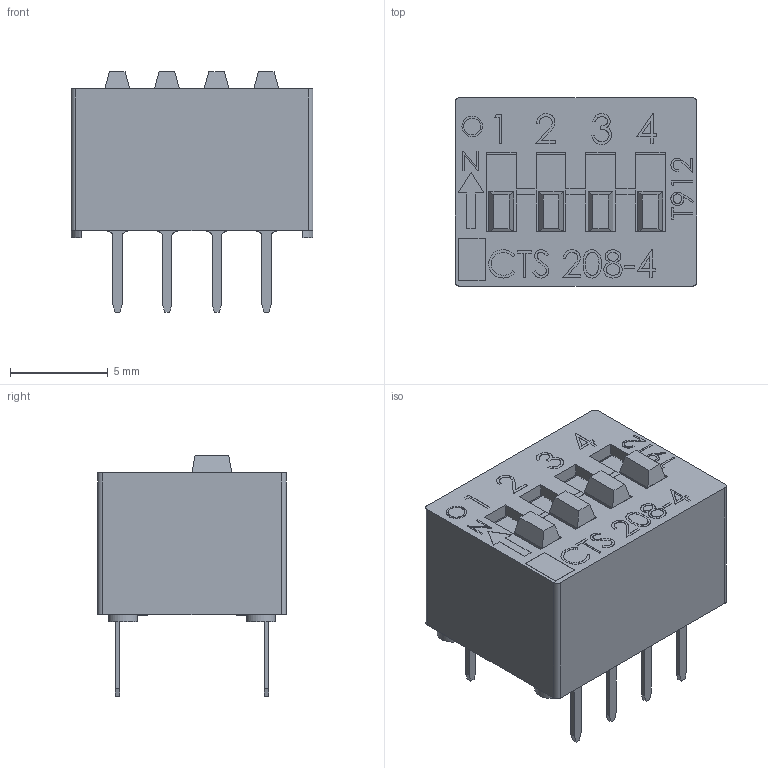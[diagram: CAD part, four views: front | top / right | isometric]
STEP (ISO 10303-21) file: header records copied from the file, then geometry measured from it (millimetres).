
FILE_DESCRIPTION (( 'STEP AP214' ), '1' );
FILE_NAME ('208-4.STEP', '2019-05-24T07:04:52', ( '' ), ( '' ), 'SwSTEP 2.0', 'SolidWorks 2019', '' );
FILE_SCHEMA (( 'AUTOMOTIVE_DESIGN' ));
Length unit declared in the file: millimetre
Products named in the file (4): 206-93&94-4pole; 206-40-064-40-01(for 208-4); 208-4; 206-56-014-35-01
Assembly tree (6 placements, depth 2):
  208-4
    206-40-064-40-01(for 208-4)
    206-93&94-4pole
    206-56-014-35-01  x4
Bounding box: 12.37 x 9.65 x 12.32 mm (x, y, z)
Volume: 567.7 mm3; surface area: 1696.7 mm2
Topology: 6 solids, 6 shells, 572 faces, 1538 edges, 1018 vertices
Faces by surface type: plane 415, bspline 99, cylinder 58
Entity records: 20604 total; most frequent: CARTESIAN_POINT 8973, ORIENTED_EDGE 2470, DIRECTION 1843, EDGE_CURVE 1235, VECTOR 967, LINE 967, VERTEX_POINT 820, EDGE_LOOP 505
